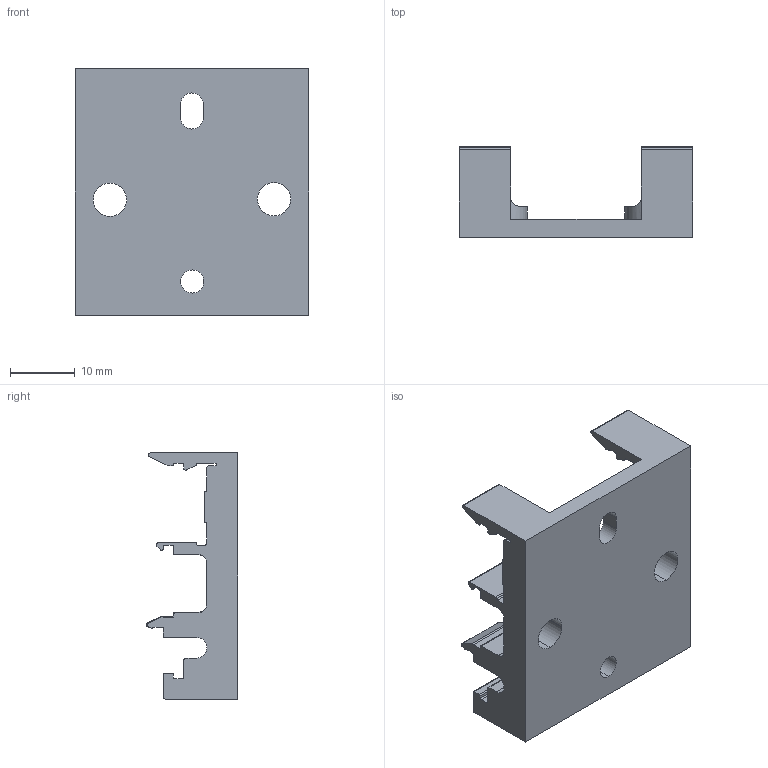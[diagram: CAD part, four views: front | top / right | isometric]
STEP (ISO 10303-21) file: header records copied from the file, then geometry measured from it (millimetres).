
FILE_DESCRIPTION (( 'STEP AP214' ), '1' );
FILE_NAME ('NCP2-D.STEP', '2017-03-30T13:15:14', ( '' ), ( '' ), 'SwSTEP 2.0', 'SolidWorks 2016', '' );
FILE_SCHEMA (( 'AUTOMOTIVE_DESIGN' ));
Length unit declared in the file: inch
Products named in the file (1): NCP2-D
Bounding box: 36.12 x 14.11 x 38.1 mm (x, y, z)
Volume: 6254.7 mm3; surface area: 5071.8 mm2
Topology: 1 solids, 1 shells, 187 faces, 551 edges, 366 vertices
Faces by surface type: cylinder 95, plane 90, bspline 2
Entity records: 6383 total; most frequent: CARTESIAN_POINT 1264, ORIENTED_EDGE 1102, DIRECTION 1058, EDGE_CURVE 551, VERTEX_POINT 366, LINE 354, VECTOR 354, AXIS2_PLACEMENT_3D 352
